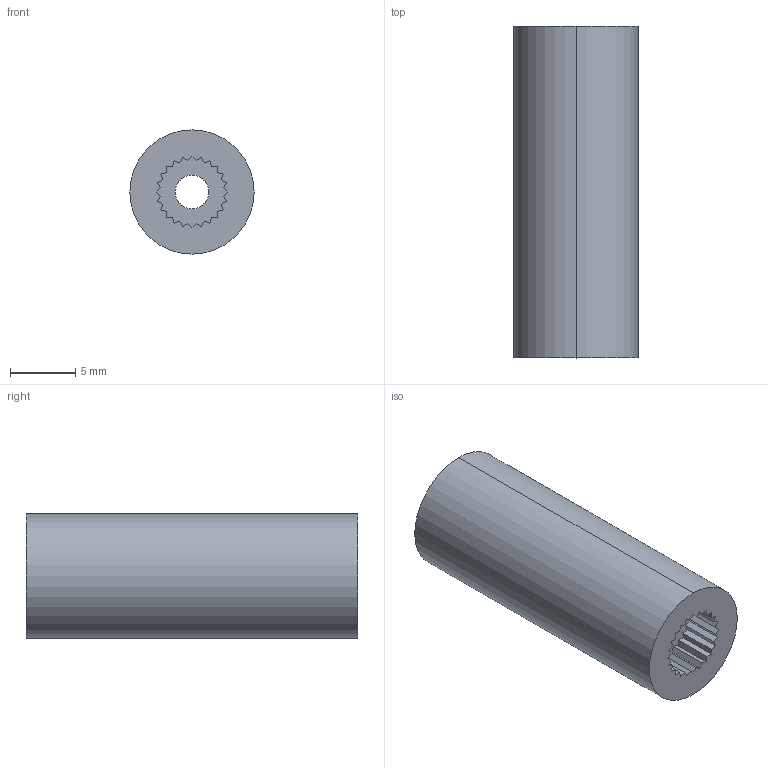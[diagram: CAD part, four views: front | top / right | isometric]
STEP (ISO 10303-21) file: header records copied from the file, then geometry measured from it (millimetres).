
FILE_DESCRIPTION (( 'STEP AP203' ), '1' );
FILE_NAME ('375HS.STEP', '2014-07-10T16:18:55', ( 'Kyle' ), ( 'Microsoft' ), 'SwSTEP 2.0', 'SolidWorks 2014', '' );
FILE_SCHEMA (( 'CONFIG_CONTROL_DESIGN' ));
Length unit declared in the file: inch
Products named in the file (1): 375HS
Bounding box: 9.52 x 25.4 x 9.52 mm (x, y, z)
Volume: 1624.7 mm3; surface area: 1142.8 mm2
Topology: 1 solids, 1 shells, 55 faces, 156 edges, 104 vertices
Faces by surface type: plane 51, cylinder 4
Entity records: 1841 total; most frequent: CARTESIAN_POINT 316, ORIENTED_EDGE 312, DIRECTION 276, EDGE_CURVE 156, VECTOR 148, LINE 148, VERTEX_POINT 104, AXIS2_PLACEMENT_3D 64
